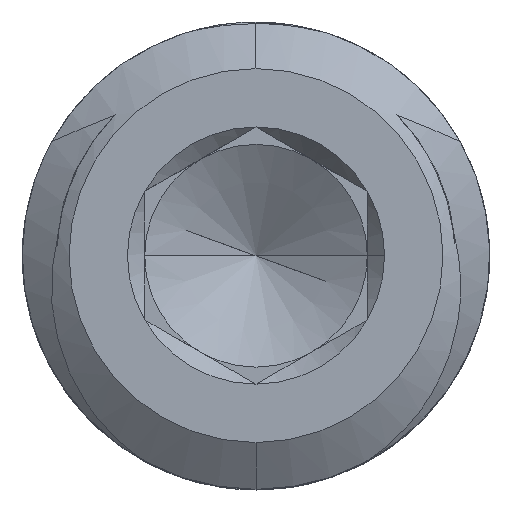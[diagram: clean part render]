
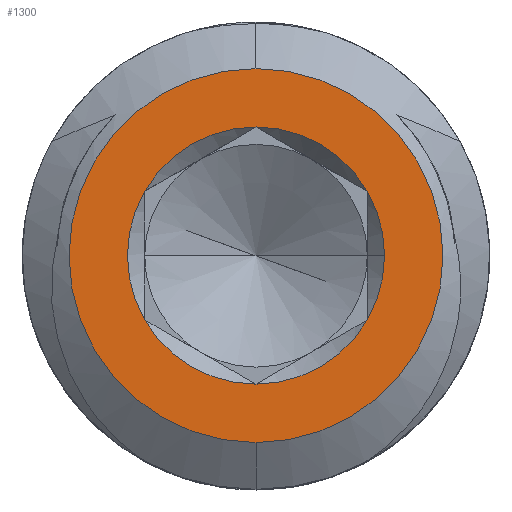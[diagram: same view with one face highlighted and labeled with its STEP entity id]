
A CAD part, top view. The second image highlights one B-rep face of the part: STEP entity #1300.
In plain terms, the highlighted planar face has unit normal (0, 0, 1).
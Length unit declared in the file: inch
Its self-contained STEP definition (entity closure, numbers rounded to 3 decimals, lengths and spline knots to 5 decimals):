
#19 = DIRECTION ( 'NONE',  ( 1., 0., 0. ) ) ;
#62 = ORIENTED_EDGE ( 'NONE', *, *, #2070, .T. ) ;
#72 = PLANE ( 'NONE',  #1191 ) ;
#171 = AXIS2_PLACEMENT_3D ( 'NONE', #1863, #2042, #1121 ) ;
#209 = VERTEX_POINT ( 'NONE', #1019 ) ;
#218 = AXIS2_PLACEMENT_3D ( 'NONE', #506, #1590, #1805 ) ;
#222 = CIRCLE ( 'NONE', #171, 0.04511 ) ;
#232 = DIRECTION ( 'NONE',  ( 0., 0., 1. ) ) ;
#241 = CARTESIAN_POINT ( 'NONE',  ( -0.03906, 0.02255, 0.08068 ) ) ;
#264 = VERTEX_POINT ( 'NONE', #241 ) ;
#280 = EDGE_CURVE ( 'NONE', #413, #1794, #1296, .T. ) ;
#288 = CIRCLE ( 'NONE', #382, 0.04511 ) ;
#294 = VERTEX_POINT ( 'NONE', #1973 ) ;
#382 = AXIS2_PLACEMENT_3D ( 'NONE', #1185, #232, #618 ) ;
#413 = VERTEX_POINT ( 'NONE', #729 ) ;
#478 = DIRECTION ( 'NONE',  ( 1., 0., 0. ) ) ;
#494 = EDGE_CURVE ( 'NONE', #1794, #2207, #2398, .T. ) ;
#506 = CARTESIAN_POINT ( 'NONE',  ( 0., 0., 0.08068 ) ) ;
#531 = ORIENTED_EDGE ( 'NONE', *, *, #494, .F. ) ;
#576 = DIRECTION ( 'NONE',  ( 0., 0., 1. ) ) ;
#618 = DIRECTION ( 'NONE',  ( 1., 0., 0. ) ) ;
#625 = CARTESIAN_POINT ( 'NONE',  ( 0., -0.0656, 0.08068 ) ) ;
#626 = CARTESIAN_POINT ( 'NONE',  ( 0.03906, 0.02255, 0.08068 ) ) ;
#651 = CIRCLE ( 'NONE', #1923, 0.04511 ) ;
#688 = EDGE_CURVE ( 'NONE', #2207, #264, #1521, .T. ) ;
#729 = CARTESIAN_POINT ( 'NONE',  ( 0.04511, 0., 0.08068 ) ) ;
#740 = FACE_BOUND ( 'NONE', #959, .T. ) ;
#836 = ORIENTED_EDGE ( 'NONE', *, *, #958, .F. ) ;
#839 = DIRECTION ( 'NONE',  ( 0., 1., 0. ) ) ;
#851 = EDGE_CURVE ( 'NONE', #209, #1095, #2285, .T. ) ;
#865 = VERTEX_POINT ( 'NONE', #625 ) ;
#903 = AXIS2_PLACEMENT_3D ( 'NONE', #1163, #2107, #19 ) ;
#934 = AXIS2_PLACEMENT_3D ( 'NONE', #1931, #2126, #1752 ) ;
#958 = EDGE_CURVE ( 'NONE', #264, #209, #222, .T. ) ;
#959 = EDGE_LOOP ( 'NONE', ( #1647, #531, #1100, #1670, #1947, #2321, #836 ) ) ;
#993 = CARTESIAN_POINT ( 'NONE',  ( 0., 0., 0.08068 ) ) ;
#994 = AXIS2_PLACEMENT_3D ( 'NONE', #1334, #576, #1679 ) ;
#1019 = CARTESIAN_POINT ( 'NONE',  ( -0.03906, -0.02255, 0.08068 ) ) ;
#1095 = VERTEX_POINT ( 'NONE', #1141 ) ;
#1100 = ORIENTED_EDGE ( 'NONE', *, *, #280, .F. ) ;
#1121 = DIRECTION ( 'NONE',  ( 1., 0., 0. ) ) ;
#1126 = EDGE_CURVE ( 'NONE', #865, #2119, #2291, .T. ) ;
#1141 = CARTESIAN_POINT ( 'NONE',  ( 0., -0.04511, 0.08068 ) ) ;
#1150 = ORIENTED_EDGE ( 'NONE', *, *, #1126, .T. ) ;
#1163 = CARTESIAN_POINT ( 'NONE',  ( 0., 0., 0.08068 ) ) ;
#1185 = CARTESIAN_POINT ( 'NONE',  ( 0., 0., 0.08068 ) ) ;
#1191 = AXIS2_PLACEMENT_3D ( 'NONE', #1216, #1598, #839 ) ;
#1197 = CARTESIAN_POINT ( 'NONE',  ( 0., 0., 0.08068 ) ) ;
#1216 = CARTESIAN_POINT ( 'NONE',  ( 0., 0., 0.08068 ) ) ;
#1223 = CARTESIAN_POINT ( 'NONE',  ( 0., 0.04511, 0.08068 ) ) ;
#1267 = EDGE_CURVE ( 'NONE', #1095, #294, #288, .T. ) ;
#1291 = CIRCLE ( 'NONE', #934, 0.0656 ) ;
#1296 = CIRCLE ( 'NONE', #2156, 0.04511 ) ;
#1300 = ADVANCED_FACE ( 'NONE', ( #740, #1815 ), #72, .F. ) ;
#1334 = CARTESIAN_POINT ( 'NONE',  ( 0., 0., 0.08068 ) ) ;
#1365 = AXIS2_PLACEMENT_3D ( 'NONE', #993, #1510, #1701 ) ;
#1510 = DIRECTION ( 'NONE',  ( 0., 0., 1. ) ) ;
#1521 = CIRCLE ( 'NONE', #218, 0.04511 ) ;
#1590 = DIRECTION ( 'NONE',  ( 0., 0., 1. ) ) ;
#1593 = CARTESIAN_POINT ( 'NONE',  ( 0., 0., 0.08068 ) ) ;
#1598 = DIRECTION ( 'NONE',  ( 0., 0., -1. ) ) ;
#1647 = ORIENTED_EDGE ( 'NONE', *, *, #688, .F. ) ;
#1670 = ORIENTED_EDGE ( 'NONE', *, *, #1763, .F. ) ;
#1679 = DIRECTION ( 'NONE',  ( 0., -1., 0. ) ) ;
#1701 = DIRECTION ( 'NONE',  ( 1., 0., 0. ) ) ;
#1711 = EDGE_LOOP ( 'NONE', ( #62, #1150 ) ) ;
#1752 = DIRECTION ( 'NONE',  ( 0., -1., 0. ) ) ;
#1758 = DIRECTION ( 'NONE',  ( 0., 0., 1. ) ) ;
#1763 = EDGE_CURVE ( 'NONE', #294, #413, #651, .T. ) ;
#1794 = VERTEX_POINT ( 'NONE', #626 ) ;
#1805 = DIRECTION ( 'NONE',  ( 1., 0., 0. ) ) ;
#1815 = FACE_OUTER_BOUND ( 'NONE', #1711, .T. ) ;
#1863 = CARTESIAN_POINT ( 'NONE',  ( 0., 0., 0.08068 ) ) ;
#1923 = AXIS2_PLACEMENT_3D ( 'NONE', #1197, #1758, #2327 ) ;
#1931 = CARTESIAN_POINT ( 'NONE',  ( 0., 0., 0.08068 ) ) ;
#1947 = ORIENTED_EDGE ( 'NONE', *, *, #1267, .F. ) ;
#1973 = CARTESIAN_POINT ( 'NONE',  ( 0.03906, -0.02255, 0.08068 ) ) ;
#2042 = DIRECTION ( 'NONE',  ( 0., 0., 1. ) ) ;
#2070 = EDGE_CURVE ( 'NONE', #2119, #865, #1291, .T. ) ;
#2107 = DIRECTION ( 'NONE',  ( 0., 0., 1. ) ) ;
#2119 = VERTEX_POINT ( 'NONE', #2132 ) ;
#2126 = DIRECTION ( 'NONE',  ( 0., 0., 1. ) ) ;
#2132 = CARTESIAN_POINT ( 'NONE',  ( 0., 0.0656, 0.08068 ) ) ;
#2156 = AXIS2_PLACEMENT_3D ( 'NONE', #1593, #2369, #478 ) ;
#2207 = VERTEX_POINT ( 'NONE', #1223 ) ;
#2285 = CIRCLE ( 'NONE', #903, 0.04511 ) ;
#2291 = CIRCLE ( 'NONE', #994, 0.0656 ) ;
#2321 = ORIENTED_EDGE ( 'NONE', *, *, #851, .F. ) ;
#2327 = DIRECTION ( 'NONE',  ( 1., 0., 0. ) ) ;
#2369 = DIRECTION ( 'NONE',  ( 0., 0., 1. ) ) ;
#2398 = CIRCLE ( 'NONE', #1365, 0.04511 ) ;
